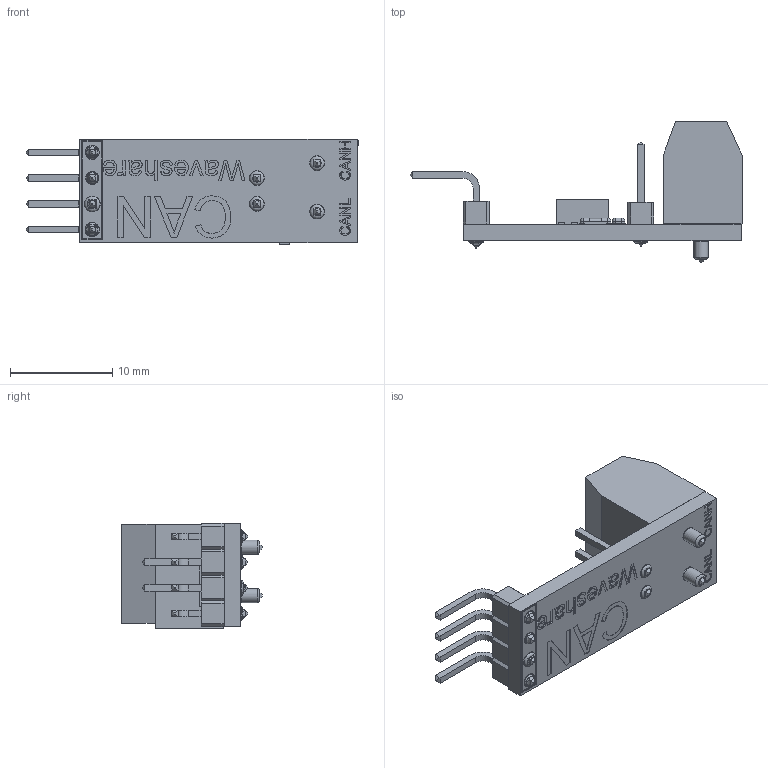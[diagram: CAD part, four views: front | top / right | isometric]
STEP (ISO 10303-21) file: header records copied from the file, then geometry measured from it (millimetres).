
FILE_DESCRIPTION(/* description */ (''),/* implementation_level */ '2;1');
FILE_NAME(/* name */ 'CAN Transiver SN65HVD230.step',/* time_stamp */ '2021-11-02T11:38:01+03:00',/* author */ (''),/* organization */ (''),/* preprocessor_version */ 'ST-DEVELOPER v18.1',/* originating_system */ 'Autodesk Translation Framework v10.10.0.1391',/* authorisation */ '');
FILE_SCHEMA (('AUTOMOTIVE_DESIGN { 1 0 10303 214 3 1 1 }'));
Length unit declared in the file: millimetre
Products named in the file (13): CAN Transiver; Клемма CAN Transiver; Body005; ЧипCAN; "Пеньки"; Component1; Component2; Припой; Припой_1; Component1_1; ПрипойПенька; ПрипойПенька_
1; Component1_2
Assembly tree (14 placements, depth 3):
  CAN Transiver
    Клемма CAN Transiver
      Body005
    ЧипCAN
    "Пеньки"
      Component1
      Component2
    Припой
      Component1_1
    Припой_1
      Component1_1
    ПрипойПенька
      Component1_2
    ПрипойПенька_
1
      Component1_2
Bounding box: 32.49 x 13.78 x 10.28 mm (x, y, z)
Volume: 905.7 mm3; surface area: 1980.3 mm2
Topology: 10 solids, 10 shells, 1453 faces, 3850 edges, 2497 vertices
Faces by surface type: plane 799, bspline 525, cylinder 88, torus 23, cone 10, sphere 8
Full cylindrical faces by diameter (mm): 1.393 x2, 3.3 x2
Entity records: 48986 total; most frequent: CARTESIAN_POINT 17309, ORIENTED_EDGE 7394, DIRECTION 4657, EDGE_CURVE 3697, VERTEX_POINT 2415, LINE 2411, VECTOR 2411, EDGE_LOOP 1480
